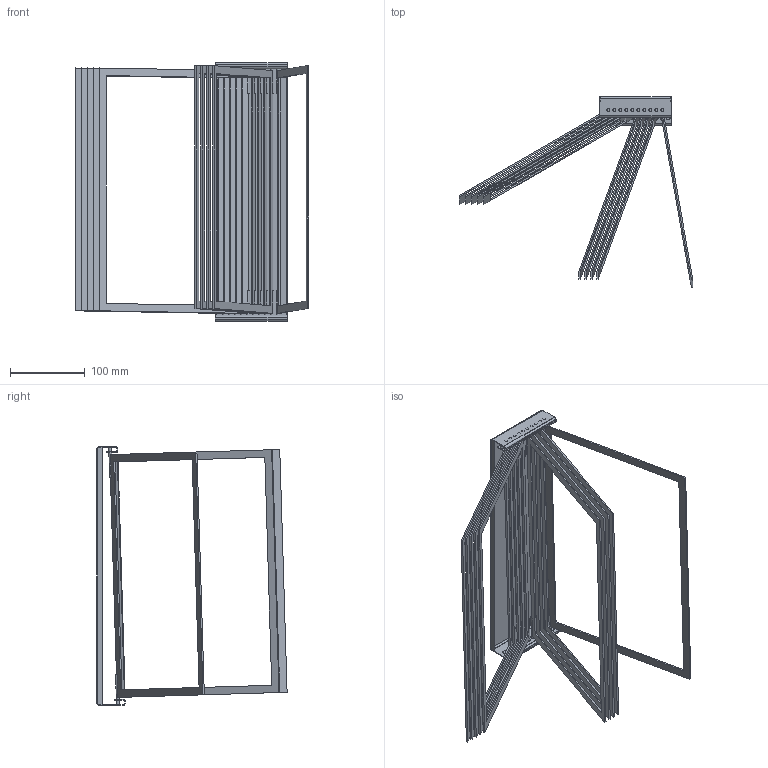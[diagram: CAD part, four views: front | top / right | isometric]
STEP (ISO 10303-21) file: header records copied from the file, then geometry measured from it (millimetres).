
FILE_DESCRIPTION(/* description */ ('Dokumententräger ESD'),/* implementation_level */ '2;1');
FILE_NAME(/* name */ '320605-6.step',/* time_stamp */ '2021-09-06T12:13:32+02:00',/* author */ ('Pleli-Schmidt'),/* organization */ (''),/* preprocessor_version */ 'ST-DEVELOPER v18.1',/* originating_system */ 'Autodesk Inventor 2021',/* authorisation */ '');
FILE_SCHEMA (('AUTOMOTIVE_DESIGN { 1 0 10303 214 3 1 1 }'));
Length unit declared in the file: millimetre
Products named in the file (1): leer
Bounding box: 312.61 x 254.5 x 346 mm (x, y, z)
Volume: 268146.2 mm3; surface area: 356867 mm2
Topology: 1 solids, 1 shells, 218 faces, 618 edges, 412 vertices
Faces by surface type: plane 162, cylinder 56
Full cylindrical faces by diameter (mm): 4 x20, 5 x24
Entity records: 7429 total; most frequent: CARTESIAN_POINT 1249, ORIENTED_EDGE 1236, DIRECTION 1228, EDGE_CURVE 618, LINE 446, VECTOR 446, VERTEX_POINT 412, AXIS2_PLACEMENT_3D 391
